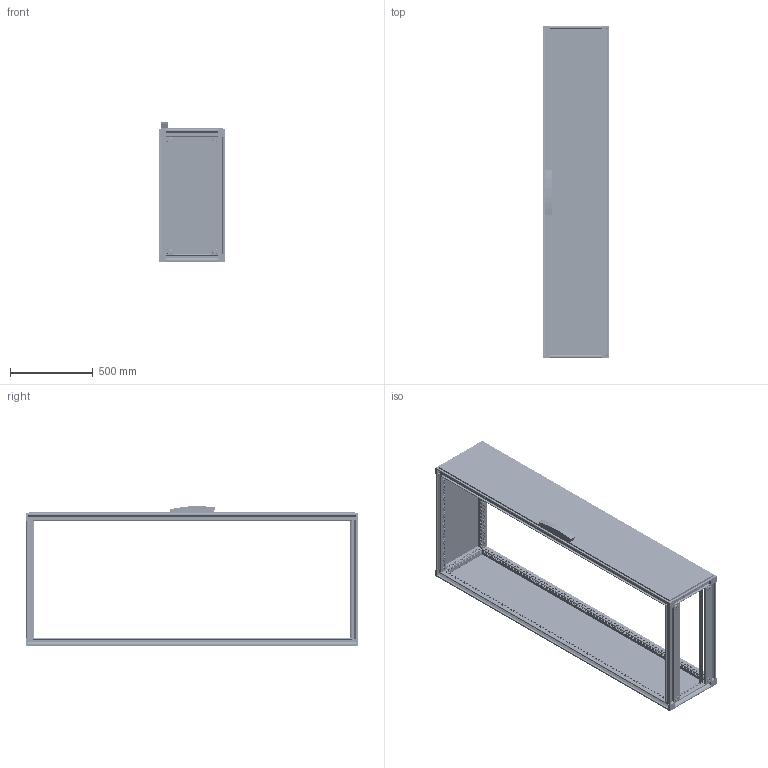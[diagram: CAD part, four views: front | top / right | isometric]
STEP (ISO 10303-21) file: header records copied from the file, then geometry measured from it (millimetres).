
FILE_DESCRIPTION(('STEP AP242'),'1');
FILE_NAME('nsysf20480.stp','2020-08-20T13:50:22',('TraceParts'),('TraceParts S.A.'),'Spatial InterOp 3D',' ',' ');
FILE_SCHEMA(('AP242_MANAGED_MODEL_BASED_3D_ENGINEERING_MIM_LF {1 0 10303 442 1 1 4}'));
Length unit declared in the file: millimetre
Products named in the file (1): nsysf20480_1
Bounding box: 400 x 2001.5 x 842.82 mm (x, y, z)
Volume: 10005809.1 mm3; surface area: 8011646.4 mm2
Topology: 2 solids, 2 shells, 8522 faces, 24785 edges, 16106 vertices
Faces by surface type: plane 4551, cylinder 3963, torus 8
Entity records: 291066 total; most frequent: DIRECTION 49699, CARTESIAN_POINT 49611, ORIENTED_EDGE 49570, EDGE_CURVE 24785, LINE 16879, VECTOR 16879, AXIS2_PLACEMENT_3D 16410, VERTEX_POINT 16106
